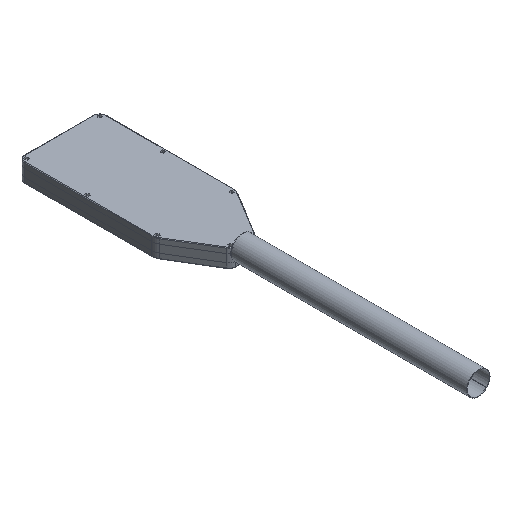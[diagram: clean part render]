
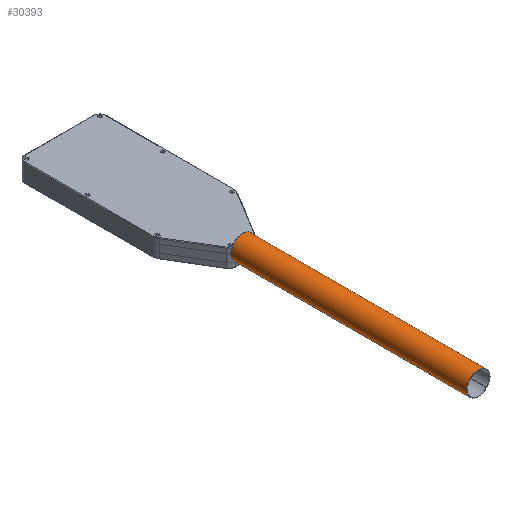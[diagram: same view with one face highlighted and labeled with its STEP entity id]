
A CAD part, isometric view. The second image highlights one B-rep face of the part: STEP entity #30393.
In plain terms, the highlighted cylindrical face has radius 44.45 mm (diameter 88.9 mm), a full revolution.
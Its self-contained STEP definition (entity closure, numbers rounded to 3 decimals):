
#3864=LINE('',#77376,#5976);
#5976=VECTOR('',#41930,44.45);
#6424=CYLINDRICAL_SURFACE('',#33703,44.45);
#8381=FACE_OUTER_BOUND('',#10413,.T.);
#10413=EDGE_LOOP('',(#28645,#28646,#28647,#28648));
#12491=CIRCLE('',#33692,44.45);
#12496=CIRCLE('',#33704,44.45);
#15388=VERTEX_POINT('',#77335);
#15401=VERTEX_POINT('',#77374);
#19907=EDGE_CURVE('',#15388,#15388,#12491,.T.);
#19926=EDGE_CURVE('',#15401,#15401,#12496,.T.);
#19927=EDGE_CURVE('',#15401,#15388,#3864,.T.);
#28645=ORIENTED_EDGE('',*,*,#19926,.F.);
#28646=ORIENTED_EDGE('',*,*,#19927,.T.);
#28647=ORIENTED_EDGE('',*,*,#19907,.F.);
#28648=ORIENTED_EDGE('',*,*,#19927,.F.);
#30393=ADVANCED_FACE('',(#8381),#6424,.T.);
#33692=AXIS2_PLACEMENT_3D('',#77336,#41890,#41891);
#33703=AXIS2_PLACEMENT_3D('',#77373,#41926,#41927);
#33704=AXIS2_PLACEMENT_3D('',#77375,#41928,#41929);
#41890=DIRECTION('center_axis',(0.,1.,0.));
#41891=DIRECTION('ref_axis',(1.,0.,0.));
#41926=DIRECTION('center_axis',(0.,-1.,0.));
#41927=DIRECTION('ref_axis',(1.,0.,0.));
#41928=DIRECTION('center_axis',(0.,-1.,0.));
#41929=DIRECTION('ref_axis',(1.,0.,0.));
#41930=DIRECTION('',(0.,1.,0.));
#77335=CARTESIAN_POINT('',(-62.248,-362.33,-6.));
#77336=CARTESIAN_POINT('Origin',(-17.798,-362.33,-6.));
#77373=CARTESIAN_POINT('Origin',(-17.798,-367.33,-6.));
#77374=CARTESIAN_POINT('',(-62.248,-1267.33,-6.));
#77375=CARTESIAN_POINT('Origin',(-17.798,-1267.33,-6.));
#77376=CARTESIAN_POINT('',(-62.248,-367.33,-6.));
